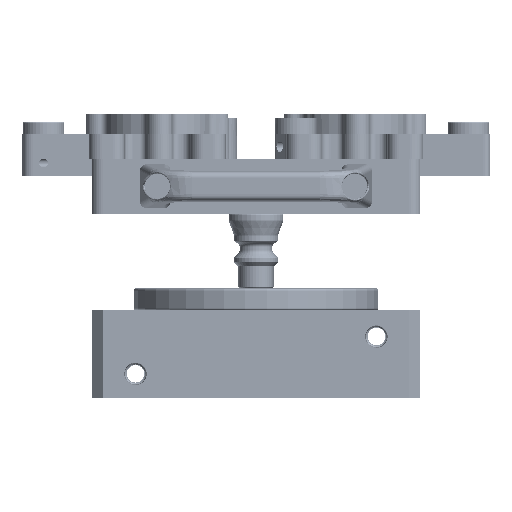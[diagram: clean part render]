
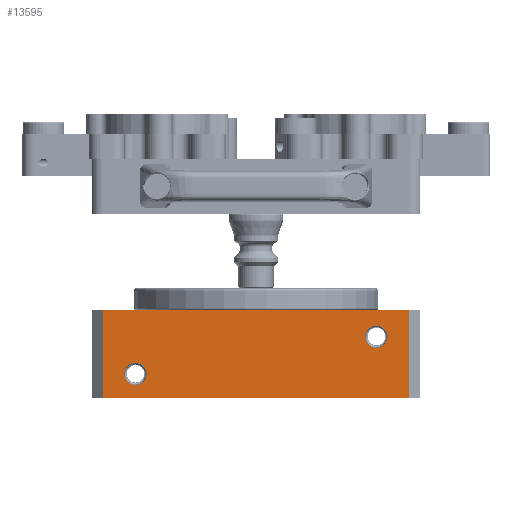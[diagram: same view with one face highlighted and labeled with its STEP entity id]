
A CAD part, left-side view. The second image highlights one B-rep face of the part: STEP entity #13595.
In plain terms, the highlighted planar face has unit normal (-1, 0, 0).
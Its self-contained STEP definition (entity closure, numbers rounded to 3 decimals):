
#1502=PLANE('',#65462);
#3930=LINE('',#103530,#7566);
#3931=LINE('',#103533,#7567);
#3932=LINE('',#103535,#7568);
#3933=LINE('',#103537,#7569);
#7566=VECTOR('',#78818,1.);
#7567=VECTOR('',#78819,1.);
#7568=VECTOR('',#78820,1.);
#7569=VECTOR('',#78821,1.);
#13595=ADVANCED_FACE('',(#19096,#19097,#19098),#1502,.T.);
#19096=FACE_BOUND('',#23122,.T.);
#19097=FACE_BOUND('',#23123,.T.);
#19098=FACE_BOUND('',#23124,.T.);
#23122=EDGE_LOOP('',(#33629,#33630,#33631,#33632));
#23123=EDGE_LOOP('',(#33633));
#23124=EDGE_LOOP('',(#33634));
#33629=ORIENTED_EDGE('',*,*,#52849,.F.);
#33630=ORIENTED_EDGE('',*,*,#52850,.T.);
#33631=ORIENTED_EDGE('',*,*,#52851,.T.);
#33632=ORIENTED_EDGE('',*,*,#52852,.T.);
#33633=ORIENTED_EDGE('',*,*,#52835,.F.);
#33634=ORIENTED_EDGE('',*,*,#52853,.T.);
#45780=VERTEX_POINT('',#103496);
#45794=VERTEX_POINT('',#103531);
#45795=VERTEX_POINT('',#103532);
#45796=VERTEX_POINT('',#103534);
#45797=VERTEX_POINT('',#103536);
#45798=VERTEX_POINT('',#103539);
#52835=EDGE_CURVE('',#45780,#45780,#59492,.T.);
#52849=EDGE_CURVE('',#45794,#45795,#3930,.T.);
#52850=EDGE_CURVE('',#45794,#45796,#3931,.T.);
#52851=EDGE_CURVE('',#45796,#45797,#3932,.T.);
#52852=EDGE_CURVE('',#45797,#45795,#3933,.T.);
#52853=EDGE_CURVE('',#45798,#45798,#59498,.T.);
#59492=CIRCLE('',#65448,5.115);
#59498=CIRCLE('',#65461,5.115);
#65448=AXIS2_PLACEMENT_3D('',#103495,#78784,#78785);
#65461=AXIS2_PLACEMENT_3D('',#103538,#78822,#78823);
#65462=AXIS2_PLACEMENT_3D('',#103540,#78824,#78825);
#78784=DIRECTION('',(-1.,0.,0.));
#78785=DIRECTION('',(0.,0.,-1.));
#78818=DIRECTION('',(0.,1.,0.));
#78819=DIRECTION('',(0.,0.,1.));
#78820=DIRECTION('',(0.,1.,0.));
#78821=DIRECTION('',(0.,0.,-1.));
#78822=DIRECTION('',(1.,0.,0.));
#78823=DIRECTION('',(0.,0.,-1.));
#78824=DIRECTION('',(-1.,0.,0.));
#78825=DIRECTION('',(0.,0.,1.));
#103495=CARTESIAN_POINT('',(-40.,-7.65,-54.2));
#103496=CARTESIAN_POINT('',(-40.,-7.65,-59.315));
#103530=CARTESIAN_POINT('',(-40.,-52.65,-82.2));
#103531=CARTESIAN_POINT('',(-40.,-22.65,-82.2));
#103532=CARTESIAN_POINT('',(-40.,117.35,-82.2));
#103533=CARTESIAN_POINT('',(-40.,-22.65,-82.2));
#103534=CARTESIAN_POINT('',(-40.,-22.65,-42.2));
#103535=CARTESIAN_POINT('',(-40.,147.35,-42.2));
#103536=CARTESIAN_POINT('',(-40.,117.35,-42.2));
#103537=CARTESIAN_POINT('',(-40.,117.35,-82.2));
#103538=CARTESIAN_POINT('',(-40.,102.35,-71.2));
#103539=CARTESIAN_POINT('',(-40.,102.35,-76.315));
#103540=CARTESIAN_POINT('',(-40.,147.35,-82.2));
